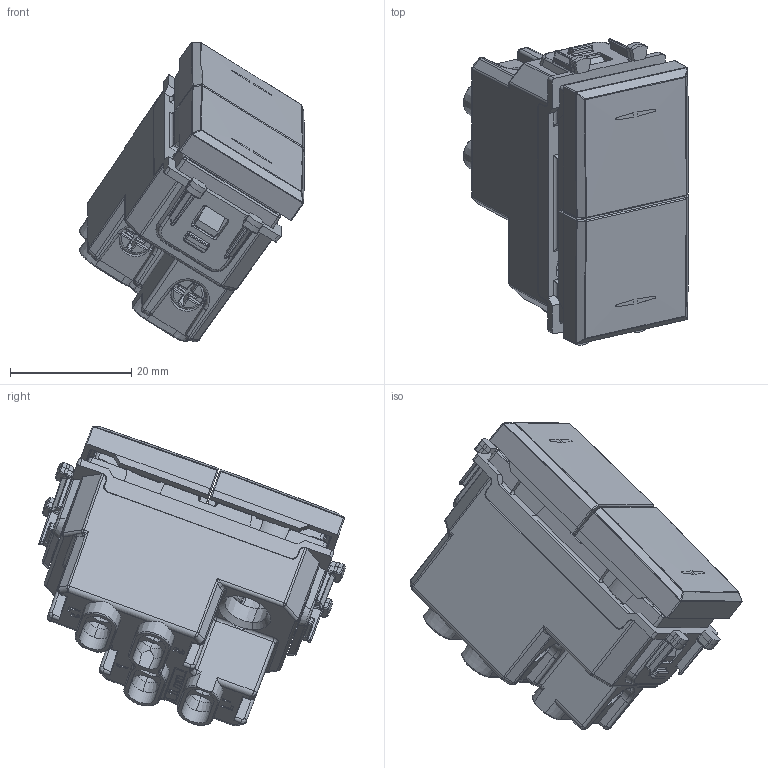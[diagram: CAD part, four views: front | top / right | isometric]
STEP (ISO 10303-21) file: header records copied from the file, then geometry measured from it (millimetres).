
FILE_DESCRIPTION(('CATIA V5 STEP Exchange'),'2;1');
FILE_NAME('443056.stp','2024-02-15T11:22:20+00:00',('none'),('none'),'CATIA Version 5-6 Release 2016 SP6','CATIA V5 STEP AP203','none');
FILE_SCHEMA(('CONFIG_CONTROL_DESIGN'));
Products named in the file (1): 443056
Assembly tree (20 placements, depth 2):
  443056
    #57
    #36180  x2
    #41365
    #93272  x2
    #106404  x2
    #107403  x4
    #108396  x4
    #110309  x2
    #111854  x2
Bounding box: 37.22 x 50.64 x 49.51 mm (x, y, z)
Volume: 15781.8 mm3; surface area: 25597.9 mm2
Topology: 24 solids, 24 shells, 3840 faces, 10682 edges, 6722 vertices
Faces by surface type: plane 1958, cylinder 1071, bspline 340, cone 243, sphere 112, torus 86, extrusion 20, revolution 10
Entity records: 113209 total; most frequent: CARTESIAN_POINT 46601, ORIENTED_EDGE 16442, DIRECTION 9468, EDGE_CURVE 8221, VERTEX_POINT 5225, VECTOR 4178, LINE 4164, B_SPLINE_CURVE_WITH_KNOTS 3143
